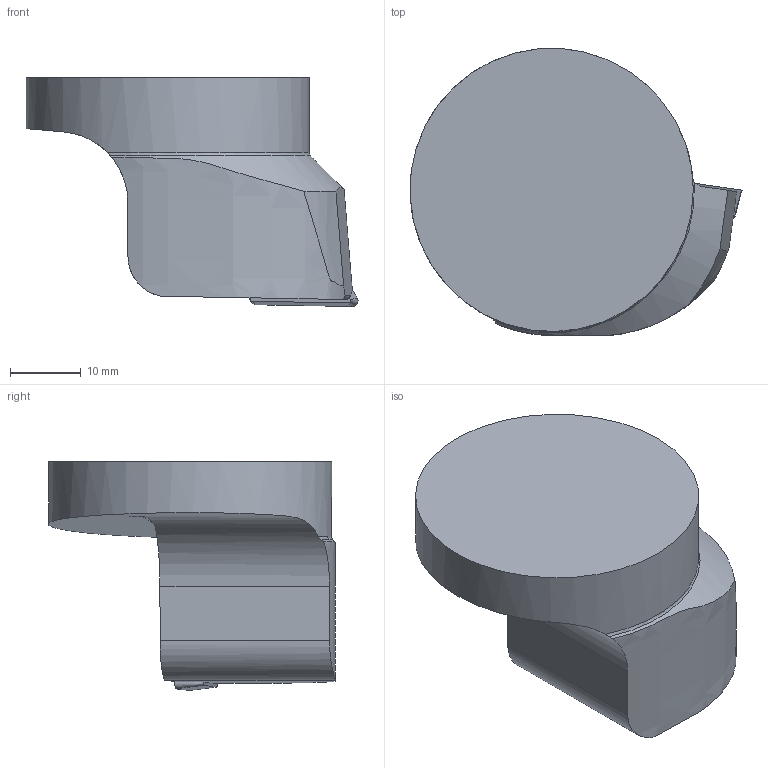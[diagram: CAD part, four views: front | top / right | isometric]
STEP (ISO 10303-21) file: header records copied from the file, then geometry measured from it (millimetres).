
FILE_DESCRIPTION(/* description */ (''),/* implementation_level */ '2;1');
FILE_NAME(/* name */ '1557995433580.stp',/* time_stamp */ '2019-05-16T14:00:45+06:00',/* author */ (''),/* organization */ ('SMS'),/* preprocessor_version */ 'ST-DEVELOPER v15',/* originating_system */ 'SIEMENS PLM Software NX 8.5',/* authorisation */ '');
FILE_SCHEMA (('AUTOMOTIVE_DESIGN { 1 0 10303 214 3 1 1 1 }'));
Length unit declared in the file: millimetre
Products named in the file (4): ASSEMBLY_CONSTRUCTION; IsoTurningInsert; 201792279mod000_00; 201792277mod000_00
Assembly tree (3 placements, depth 2):
  201792277mod000_00
    201792279mod000_00
    IsoTurningInsert
    ASSEMBLY_CONSTRUCTION
Bounding box: 46.87 x 40.47 x 32.32 mm (x, y, z)
Volume: 24582.7 mm3; surface area: 6318.6 mm2
Topology: 2 solids, 2 shells, 38 faces, 98 edges, 71 vertices
Faces by surface type: plane 16, cone 9, cylinder 7, torus 5, extrusion 1
Full cylindrical faces by diameter (mm): 4.4 x2, 40 x1
Entity records: 1429 total; most frequent: CARTESIAN_POINT 404, DIRECTION 190, ORIENTED_EDGE 166, EDGE_CURVE 83, AXIS2_PLACEMENT_3D 77, VERTEX_POINT 59, EDGE_LOOP 50, ADVANCED_FACE 38
